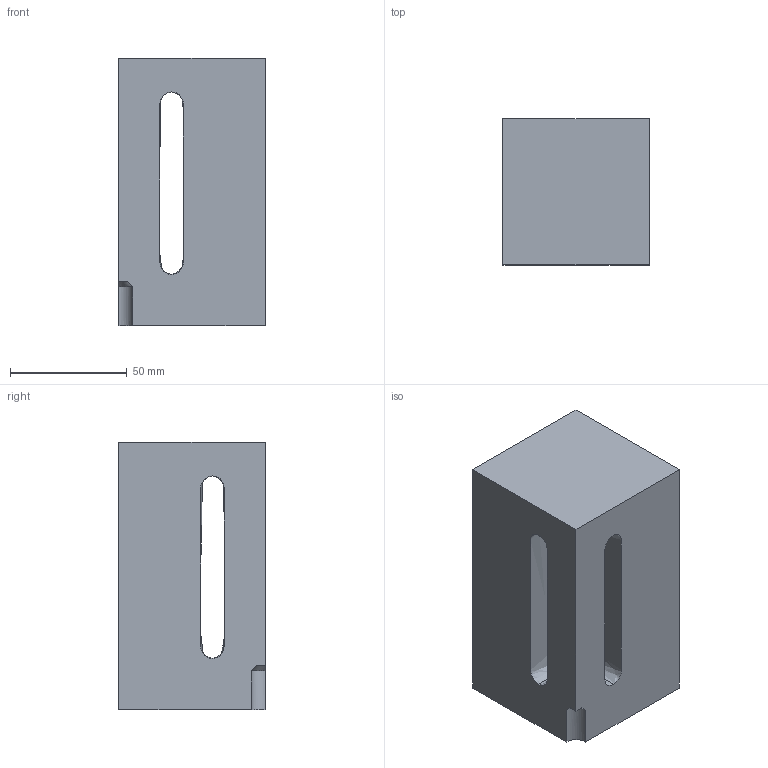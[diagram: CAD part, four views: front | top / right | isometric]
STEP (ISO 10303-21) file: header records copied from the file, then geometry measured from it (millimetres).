
FILE_DESCRIPTION(/* description */ (''),/* implementation_level */ '2;1');
FILE_NAME(/* name */ 'Rhino_step_export_test',/* time_stamp */ '2021-05-16T20:18:03-04:00',/* author */ (''),/* organization */ (''),/* preprocessor_version */ 'ST-DEVELOPER v8',/* originating_system */ '',/* authorisation */ '');
FILE_SCHEMA (('CONFIG_CONTROL_DESIGN'));
Length unit declared in the file: inch
Products named in the file (1): 15
Bounding box: 62.5 x 62.5 x 114.35 mm (x, y, z)
Volume: 362990.9 mm3; surface area: 50994.5 mm2
Topology: 1 solids, 1 shells, 17 faces, 42 edges, 24 vertices
Faces by surface type: bspline 17
Entity records: 788 total; most frequent: CARTESIAN_POINT 403, ORIENTED_EDGE 82, EDGE_CURVE 41, VERTEX_POINT 24, VECTOR 24, DIRECTION 24, LINE 24, EDGE_LOOP 21
